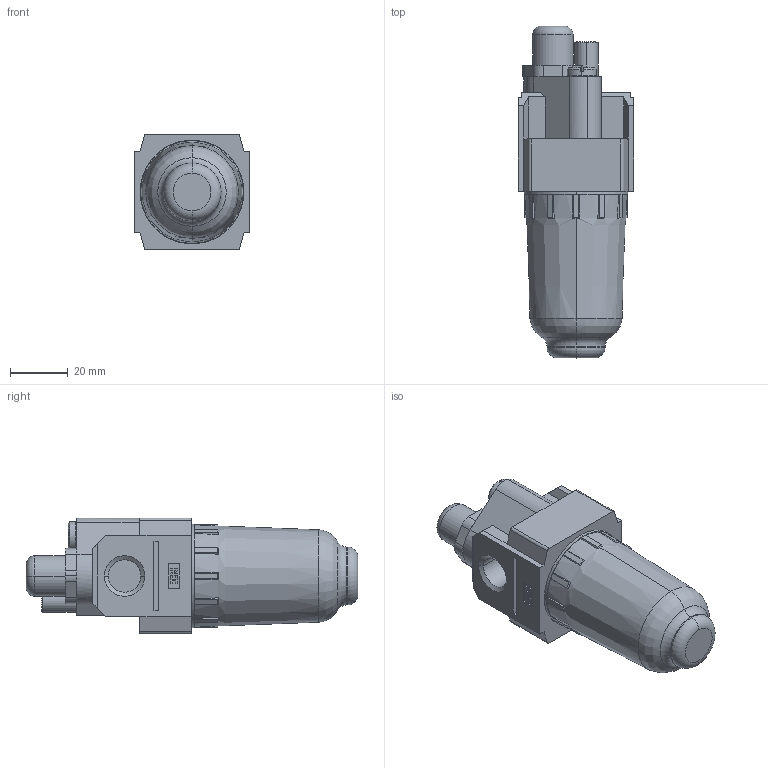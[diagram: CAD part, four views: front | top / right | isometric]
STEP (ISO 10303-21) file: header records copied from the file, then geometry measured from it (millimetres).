
FILE_DESCRIPTION (( 'STEP AP214' ), '1' );
FILE_NAME ('L20.STEP', '2021-11-16T11:00:58', ( 'User' ), ( '' ), 'SwSTEP 2.0', 'SolidWorks 2014', '' );
FILE_SCHEMA (( 'AUTOMOTIVE_DESIGN' ));
Length unit declared in the file: millimetre
Products named in the file (3): L20; L20-3D
Assembly tree (1 placements, depth 2):
  L20
    L20-3D
  L20-3D
Bounding box: 40 x 114.5 x 40 mm (x, y, z)
Volume: 95093.6 mm3; surface area: 16046 mm2
Topology: 1 solids, 1 shells, 249 faces, 658 edges, 429 vertices
Faces by surface type: plane 184, cylinder 42, cone 15, torus 8
Entity records: 10489 total; most frequent: CARTESIAN_POINT 1473, ORIENTED_EDGE 1316, DIRECTION 1262, EDGE_CURVE 658, LINE 474, VECTOR 474, VERTEX_POINT 429, AXIS2_PLACEMENT_3D 394
